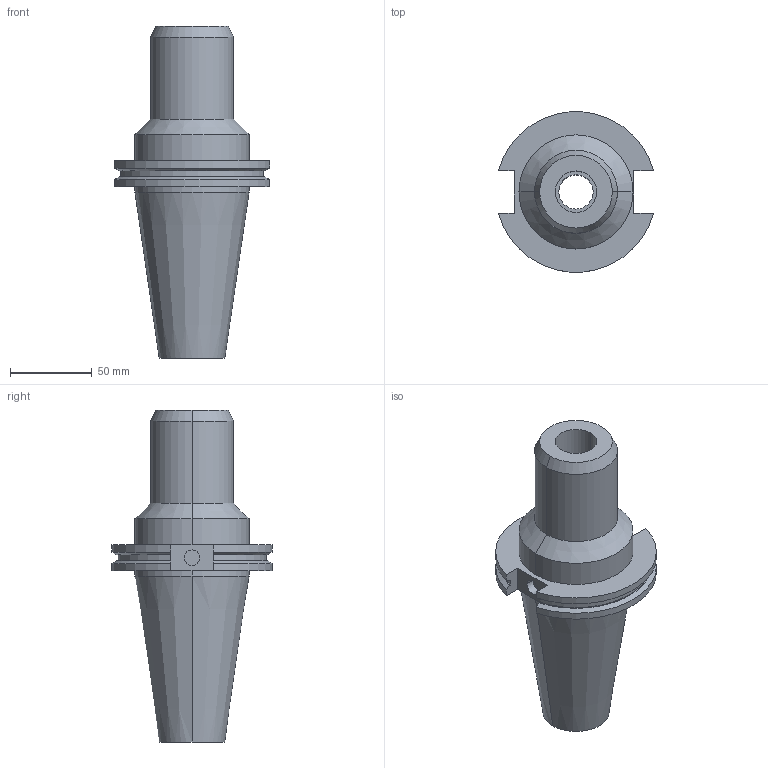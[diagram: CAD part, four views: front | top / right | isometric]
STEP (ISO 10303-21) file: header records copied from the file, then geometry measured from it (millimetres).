
FILE_DESCRIPTION (( 'STEP AP203' ), '1' );
FILE_NAME ('STP-22945-AD+B.STEP', '2020-06-11T09:48:47', ( '' ), ( '' ), 'SwSTEP 2.0', 'SolidWorks 2017', '' );
FILE_SCHEMA (( 'CONFIG_CONTROL_DESIGN' ));
Length unit declared in the file: millimetre
Products named in the file (1): STP-22945-AD+B
Bounding box: 94.95 x 98.05 x 203.2 mm (x, y, z)
Volume: 480088.8 mm3; surface area: 63660.2 mm2
Topology: 1 solids, 1 shells, 53 faces, 124 edges, 78 vertices
Faces by surface type: cylinder 22, plane 17, cone 14
Entity records: 1609 total; most frequent: CARTESIAN_POINT 280, DIRECTION 278, ORIENTED_EDGE 248, EDGE_CURVE 124, AXIS2_PLACEMENT_3D 108, VERTEX_POINT 78, VECTOR 62, LINE 62
